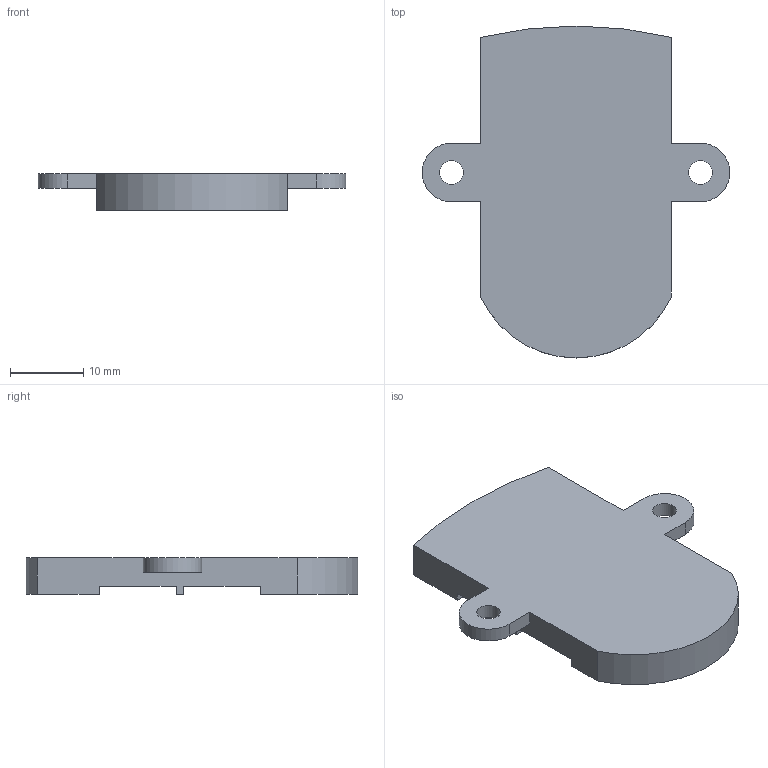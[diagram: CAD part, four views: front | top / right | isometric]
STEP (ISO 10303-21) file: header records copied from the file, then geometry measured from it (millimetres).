
FILE_DESCRIPTION(/* description */ (''),/* implementation_level */ '2;1');
FILE_NAME(/* name */ 'ProbeHolderAdaptor.step',/* time_stamp */ '2025-04-05T15:37:27-07:00',/* author */ (''),/* organization */ (''),/* preprocessor_version */ 'ST-DEVELOPER v20.1',/* originating_system */ 'Autodesk Translation Framework v14.4.0.0',/* authorisation */ '');
FILE_SCHEMA (('AUTOMOTIVE_DESIGN { 1 0 10303 214 3 1 1 }'));
Length unit declared in the file: millimetre
Products named in the file (1): ProbeHolderAdaptor
Bounding box: 42 x 45.32 x 5 mm (x, y, z)
Volume: 5078.7 mm3; surface area: 3232.8 mm2
Topology: 1 solids, 1 shells, 25 faces, 69 edges, 46 vertices
Faces by surface type: plane 18, cylinder 6, sphere 1
Full cylindrical faces by diameter (mm): 3.2 x2
Entity records: 833 total; most frequent: CARTESIAN_POINT 140, ORIENTED_EDGE 136, DIRECTION 134, EDGE_CURVE 68, LINE 54, VECTOR 54, VERTEX_POINT 46, AXIS2_PLACEMENT_3D 40
